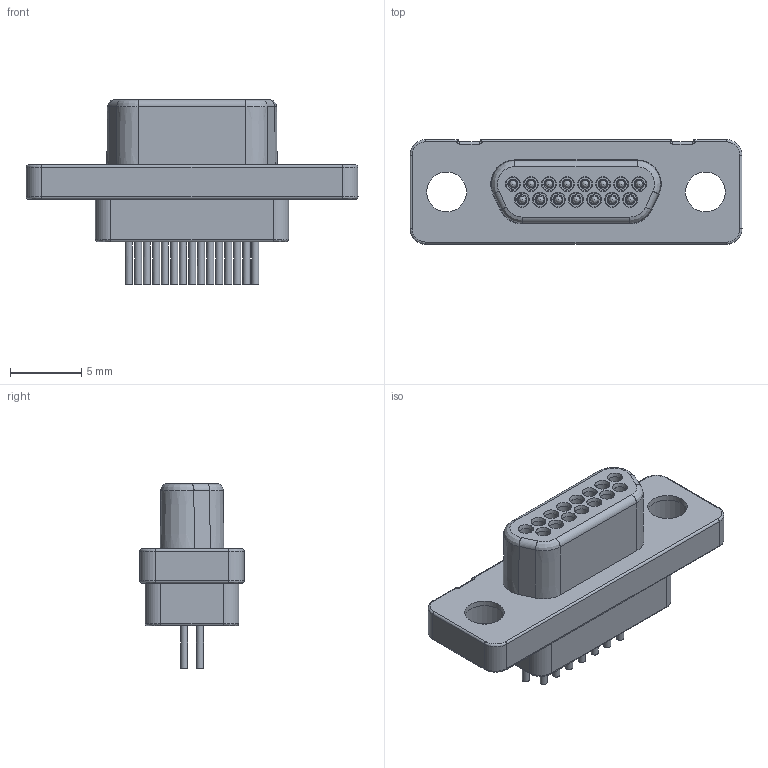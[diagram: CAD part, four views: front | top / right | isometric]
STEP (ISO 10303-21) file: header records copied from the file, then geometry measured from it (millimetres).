
FILE_DESCRIPTION (( 'STEP AP203' ), '1' );
FILE_NAME ('380-015-113L001.STEP', '2020-04-02T15:43:47', ( '' ), ( '' ), 'SwSTEP 2.0', 'SolidWorks 2017', '' );
FILE_SCHEMA (( 'CONFIG_CONTROL_DESIGN' ));
Length unit declared in the file: inch
Products named in the file (1): 380-015-113L001
Bounding box: 23.36 x 7.35 x 13 mm (x, y, z)
Volume: 749.5 mm3; surface area: 1644.1 mm2
Topology: 1 solids, 1 shells, 929 faces, 2464 edges, 1565 vertices
Faces by surface type: cylinder 378, plane 321, bspline 151, cone 79
Full cylindrical faces by diameter (mm): 0.3 x45, 0.457 x15, 0.5 x45, 0.7 x15, 0.8 x15, 0.95 x15, 1 x8, 1.03 x15, 2.8 x2, 4.1 x2
Entity records: 33149 total; most frequent: CARTESIAN_POINT 14400, ORIENTED_EDGE 4048, DIRECTION 2974, EDGE_CURVE 2024, VERTEX_POINT 1474, EDGE_LOOP 1370, AXIS2_PLACEMENT_3D 1245, FACE_OUTER_BOUND 1173
